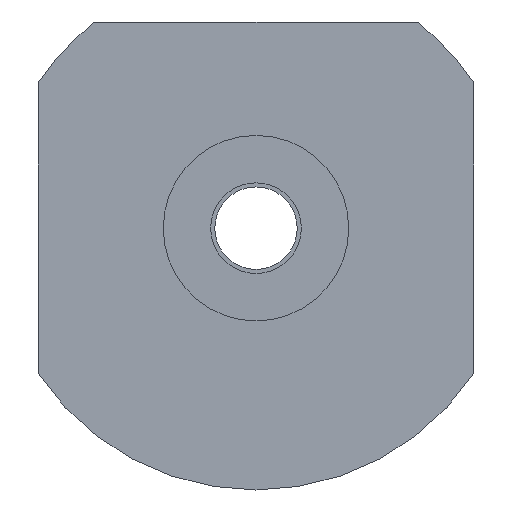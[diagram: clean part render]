
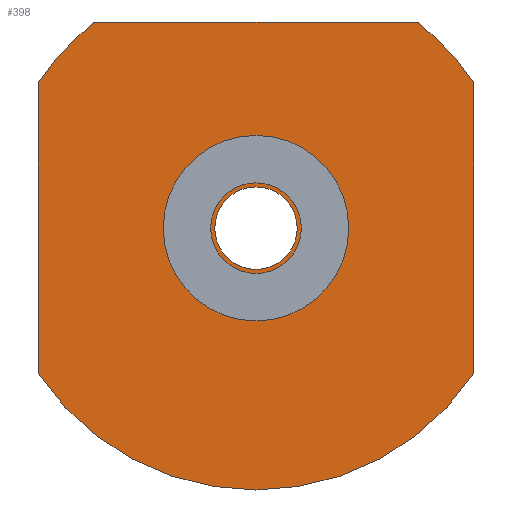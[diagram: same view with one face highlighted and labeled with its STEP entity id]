
A CAD part, front view. The second image highlights one B-rep face of the part: STEP entity #398.
In plain terms, the highlighted planar face has unit normal (0, -1, 0).
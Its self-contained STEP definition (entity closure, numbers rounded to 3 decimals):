
#32=FACE_BOUND('',#105,.T.);
#55=CIRCLE('',#455,6.35);
#56=CIRCLE('',#458,6.35);
#57=CIRCLE('',#459,6.35);
#58=CIRCLE('',#460,1.);
#81=FACE_OUTER_BOUND('',#104,.T.);
#104=EDGE_LOOP('',(#312,#313,#314,#315,#316,#317));
#105=EDGE_LOOP('',(#318));
#131=LINE('',#640,#156);
#140=LINE('',#737,#165);
#144=LINE('',#747,#169);
#156=VECTOR('',#503,10.);
#165=VECTOR('',#540,10.);
#169=VECTOR('',#548,10.);
#180=VERTEX_POINT('',#636);
#182=VERTEX_POINT('',#639);
#197=VERTEX_POINT('',#732);
#198=VERTEX_POINT('',#736);
#201=VERTEX_POINT('',#744);
#202=VERTEX_POINT('',#746);
#203=VERTEX_POINT('',#749);
#218=EDGE_CURVE('',#182,#180,#131,.T.);
#238=EDGE_CURVE('',#197,#182,#55,.T.);
#240=EDGE_CURVE('',#197,#198,#140,.T.);
#244=EDGE_CURVE('',#180,#201,#56,.T.);
#245=EDGE_CURVE('',#202,#201,#144,.T.);
#246=EDGE_CURVE('',#202,#198,#57,.T.);
#247=EDGE_CURVE('',#203,#203,#58,.T.);
#312=ORIENTED_EDGE('',*,*,#218,.T.);
#313=ORIENTED_EDGE('',*,*,#244,.T.);
#314=ORIENTED_EDGE('',*,*,#245,.F.);
#315=ORIENTED_EDGE('',*,*,#246,.T.);
#316=ORIENTED_EDGE('',*,*,#240,.F.);
#317=ORIENTED_EDGE('',*,*,#238,.T.);
#318=ORIENTED_EDGE('',*,*,#247,.T.);
#385=PLANE('',#457);
#398=ADVANCED_FACE('',(#81,#32),#385,.T.);
#455=AXIS2_PLACEMENT_3D('',#733,#535,#536);
#457=AXIS2_PLACEMENT_3D('',#743,#544,#545);
#458=AXIS2_PLACEMENT_3D('',#745,#546,#547);
#459=AXIS2_PLACEMENT_3D('',#748,#549,#550);
#460=AXIS2_PLACEMENT_3D('',#750,#551,#552);
#503=DIRECTION('',(0.,0.,-1.));
#535=DIRECTION('center_axis',(0.,-1.,0.));
#536=DIRECTION('ref_axis',(0.,0.,-1.));
#540=DIRECTION('',(1.,0.,0.));
#544=DIRECTION('center_axis',(0.,-1.,0.));
#545=DIRECTION('ref_axis',(0.,0.,-1.));
#546=DIRECTION('center_axis',(0.,-1.,0.));
#547=DIRECTION('ref_axis',(0.,0.,-1.));
#548=DIRECTION('',(0.,0.,-1.));
#549=DIRECTION('center_axis',(0.,-1.,0.));
#550=DIRECTION('ref_axis',(0.,0.,-1.));
#551=DIRECTION('center_axis',(0.,1.,0.));
#552=DIRECTION('ref_axis',(1.,0.,0.));
#636=CARTESIAN_POINT('',(-5.281,0.,-3.526));
#639=CARTESIAN_POINT('',(-5.281,0.,3.526));
#640=CARTESIAN_POINT('',(-5.281,0.,-0.336));
#732=CARTESIAN_POINT('',(-3.914,0.,5.));
#733=CARTESIAN_POINT('Origin',(0.,0.,0.));
#736=CARTESIAN_POINT('',(3.914,0.,5.));
#737=CARTESIAN_POINT('',(0.,0.,5.));
#743=CARTESIAN_POINT('Origin',(0.,0.,0.));
#744=CARTESIAN_POINT('',(5.281,0.,-3.526));
#745=CARTESIAN_POINT('Origin',(0.,0.,0.));
#746=CARTESIAN_POINT('',(5.281,0.,3.526));
#747=CARTESIAN_POINT('',(5.281,0.,-0.336));
#748=CARTESIAN_POINT('Origin',(0.,0.,0.));
#749=CARTESIAN_POINT('',(-1.,0.,0.));
#750=CARTESIAN_POINT('Origin',(0.,0.,0.));
